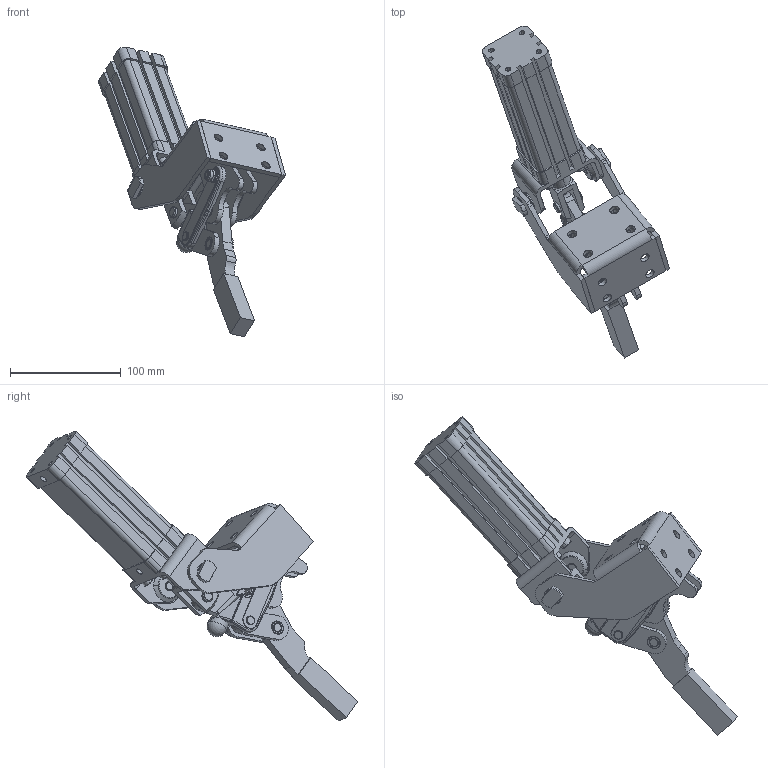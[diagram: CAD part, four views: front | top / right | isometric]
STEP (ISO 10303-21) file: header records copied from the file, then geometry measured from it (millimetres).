
FILE_DESCRIPTION((''),'2;1');
FILE_NAME('773.L.-opened.stp','2005-09-28T13:18:21',('CAD'),(''),'Autodesk Inventor 8','Autodesk Inventor 8','');
FILE_SCHEMA(('AUTOMOTIVE_DESIGN { 1 0 10303 214 1 1 1 1 }'));
Length unit declared in the file: millimetre
Products named in the file (1): Part3
Bounding box: 168.77 x 299.05 x 261.38 mm (x, y, z)
Volume: 541008.7 mm3; surface area: 143808.7 mm2
Topology: 1 solids, 21 shells, 2858 faces, 7926 edges, 5093 vertices
Faces by surface type: plane 1624, cylinder 808, bspline 223, cone 178, torus 20, sphere 5
Entity records: 93172 total; most frequent: CARTESIAN_POINT 23606, ORIENTED_EDGE 15796, DIRECTION 14030, EDGE_CURVE 7898, AXIS2_PLACEMENT_3D 5160, VERTEX_POINT 5091, VECTOR 3710, LINE 3710
